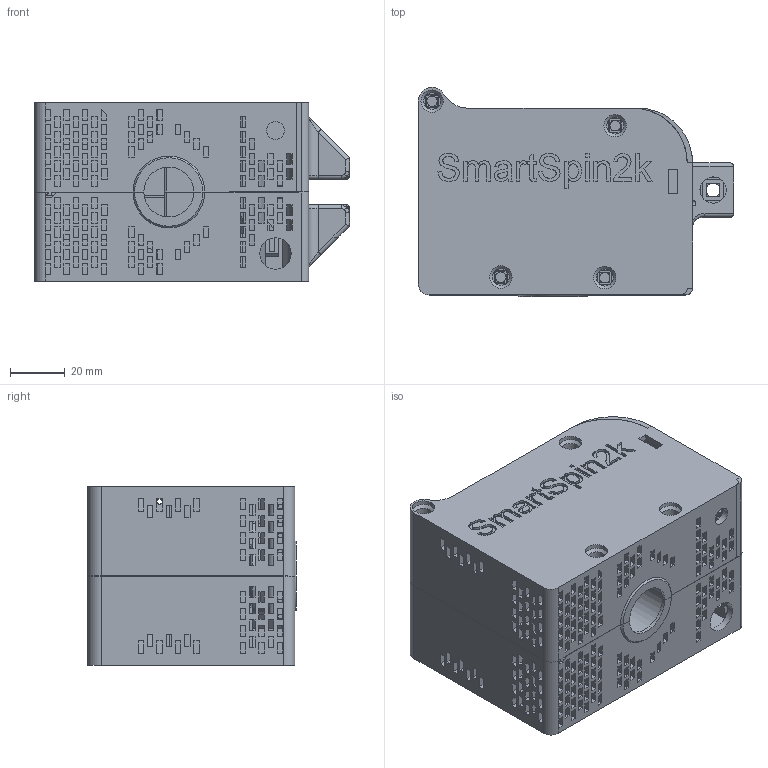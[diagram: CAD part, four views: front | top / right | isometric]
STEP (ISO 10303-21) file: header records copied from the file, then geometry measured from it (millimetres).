
FILE_DESCRIPTION(/* description */ (''),/* implementation_level */ '2;1');
FILE_NAME(/* name */ 'Direct Mount Mod v11.step',/* time_stamp */ '2022-09-03T19:40:43-04:00',/* author */ (''),/* organization */ (''),/* preprocessor_version */ 'ST-DEVELOPER v19',/* originating_system */ 'Autodesk Translation Framework v11.7.0.108',/* authorisation */ '');
FILE_SCHEMA (('AUTOMOTIVE_DESIGN { 1 0 10303 214 3 1 1 }'));
Length unit declared in the file: millimetre
Products named in the file (1): Direct Mount Mod
Bounding box: 115.49 x 76.59 x 65.4 mm (x, y, z)
Volume: 117469.1 mm3; surface area: 97448.9 mm2
Topology: 2 solids, 4 shells, 1840 faces, 5419 edges, 3573 vertices
Faces by surface type: plane 1537, bspline 198, cylinder 91, cone 12, torus 2
Full cylindrical faces by diameter (mm): 1.5 x2, 2 x2, 3.8 x4, 4.7 x4, 5.1 x2, 6.2 x4, 6.5 x1, 8.2 x4, 9.6 x1, 11.5 x1
Entity records: 70660 total; most frequent: CARTESIAN_POINT 21649, ORIENTED_EDGE 10838, DIRECTION 8645, EDGE_CURVE 5419, LINE 4719, VECTOR 4719, VERTEX_POINT 3573, EDGE_LOOP 2356
